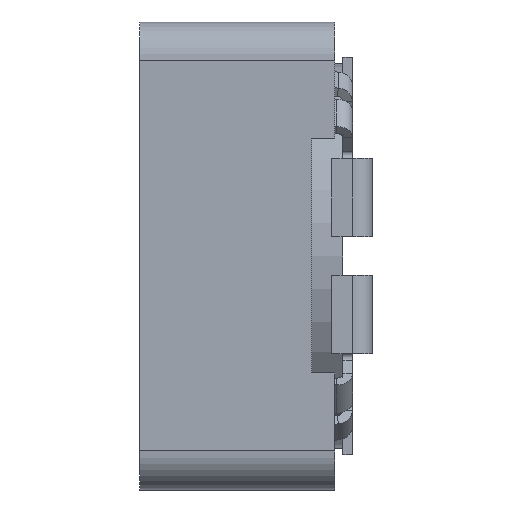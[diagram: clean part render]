
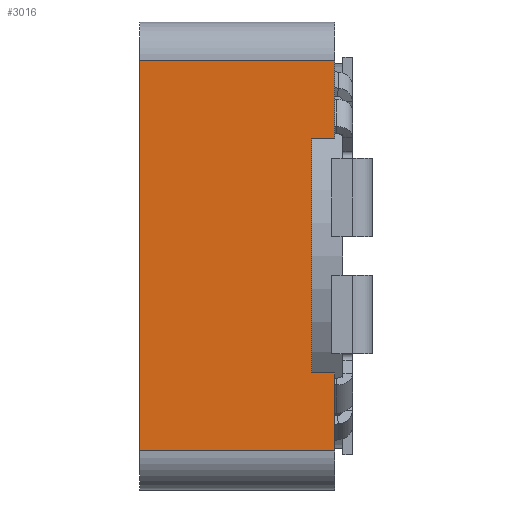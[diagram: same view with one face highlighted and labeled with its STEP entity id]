
A CAD part, left-side view. The second image highlights one B-rep face of the part: STEP entity #3016.
In plain terms, the highlighted face is planar.
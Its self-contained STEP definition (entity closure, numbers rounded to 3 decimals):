
#196 = LINE ( 'NONE', #1559, #1455 ) ;
#228 = CARTESIAN_POINT ( 'NONE',  ( 6., 0., 6. ) ) ;
#345 = VERTEX_POINT ( 'NONE', #5664 ) ;
#443 = CARTESIAN_POINT ( 'NONE',  ( 6., 5., 6. ) ) ;
#470 = DIRECTION ( 'NONE',  ( 0., 0., -1. ) ) ;
#484 = CARTESIAN_POINT ( 'NONE',  ( 6., 0., -5. ) ) ;
#490 = ORIENTED_EDGE ( 'NONE', *, *, #4014, .F. ) ;
#524 = VECTOR ( 'NONE', #3603, 1000. ) ;
#542 = CARTESIAN_POINT ( 'NONE',  ( 6., 5., 3. ) ) ;
#870 = VECTOR ( 'NONE', #470, 1000. ) ;
#1115 = CARTESIAN_POINT ( 'NONE',  ( 6., 5., 6. ) ) ;
#1151 = LINE ( 'NONE', #228, #524 ) ;
#1258 = CARTESIAN_POINT ( 'NONE',  ( 6., 5., -5. ) ) ;
#1295 = VERTEX_POINT ( 'NONE', #484 ) ;
#1359 = VECTOR ( 'NONE', #6800, 1000. ) ;
#1392 = ORIENTED_EDGE ( 'NONE', *, *, #7379, .F. ) ;
#1445 = PLANE ( 'NONE',  #7478 ) ;
#1455 = VECTOR ( 'NONE', #2918, 1000. ) ;
#1559 = CARTESIAN_POINT ( 'NONE',  ( 6., 5., 5. ) ) ;
#1642 = EDGE_CURVE ( 'NONE', #7983, #3731, #196, .T. ) ;
#1659 = LINE ( 'NONE', #1258, #8548 ) ;
#1746 = EDGE_CURVE ( 'NONE', #1295, #5051, #1659, .T. ) ;
#1747 = CARTESIAN_POINT ( 'NONE',  ( 6., 0., 5. ) ) ;
#1763 = FACE_OUTER_BOUND ( 'NONE', #2793, .T. ) ;
#1862 = ORIENTED_EDGE ( 'NONE', *, *, #1746, .T. ) ;
#1891 = DIRECTION ( 'NONE',  ( 0., 0., -1. ) ) ;
#1909 = CARTESIAN_POINT ( 'NONE',  ( 6., 5., 5. ) ) ;
#2112 = CARTESIAN_POINT ( 'NONE',  ( 6., 5., 6. ) ) ;
#2139 = CARTESIAN_POINT ( 'NONE',  ( 6., 4.4, 0. ) ) ;
#2273 = LINE ( 'NONE', #5854, #6438 ) ;
#2770 = LINE ( 'NONE', #1115, #7591 ) ;
#2793 = EDGE_LOOP ( 'NONE', ( #490, #7835, #4273, #1862, #1392, #7549, #5696, #5447 ) ) ;
#2818 = LINE ( 'NONE', #443, #870 ) ;
#2918 = DIRECTION ( 'NONE',  ( 0., -1., 0. ) ) ;
#3016 = ADVANCED_FACE ( 'NONE', ( #1763 ), #1445, .F. ) ;
#3077 = EDGE_CURVE ( 'NONE', #7445, #345, #8251, .T. ) ;
#3603 = DIRECTION ( 'NONE',  ( 0., 0., -1. ) ) ;
#3731 = VERTEX_POINT ( 'NONE', #1747 ) ;
#3977 = DIRECTION ( 'NONE',  ( 0., 0., 1. ) ) ;
#4014 = EDGE_CURVE ( 'NONE', #7983, #5151, #2770, .T. ) ;
#4273 = ORIENTED_EDGE ( 'NONE', *, *, #8232, .T. ) ;
#5051 = VERTEX_POINT ( 'NONE', #7706 ) ;
#5151 = VERTEX_POINT ( 'NONE', #542 ) ;
#5161 = VERTEX_POINT ( 'NONE', #5216 ) ;
#5208 = DIRECTION ( 'NONE',  ( 0., 1., 0. ) ) ;
#5216 = CARTESIAN_POINT ( 'NONE',  ( 6., 5., -3. ) ) ;
#5258 = CARTESIAN_POINT ( 'NONE',  ( 6., 4.4, 3. ) ) ;
#5419 = LINE ( 'NONE', #6788, #7751 ) ;
#5447 = ORIENTED_EDGE ( 'NONE', *, *, #6211, .T. ) ;
#5664 = CARTESIAN_POINT ( 'NONE',  ( 6., 4.4, -3. ) ) ;
#5696 = ORIENTED_EDGE ( 'NONE', *, *, #3077, .F. ) ;
#5854 = CARTESIAN_POINT ( 'NONE',  ( 6., 4.4, 3. ) ) ;
#5950 = DIRECTION ( 'NONE',  ( -1., 0., 0. ) ) ;
#6211 = EDGE_CURVE ( 'NONE', #7445, #5151, #2273, .T. ) ;
#6438 = VECTOR ( 'NONE', #6554, 1000. ) ;
#6554 = DIRECTION ( 'NONE',  ( 0., 1., 0. ) ) ;
#6697 = DIRECTION ( 'NONE',  ( 0., 1., 0. ) ) ;
#6788 = CARTESIAN_POINT ( 'NONE',  ( 6., 4.4, -3. ) ) ;
#6800 = DIRECTION ( 'NONE',  ( 0., 0., -1. ) ) ;
#6969 = EDGE_CURVE ( 'NONE', #345, #5161, #5419, .T. ) ;
#7379 = EDGE_CURVE ( 'NONE', #5161, #5051, #2818, .T. ) ;
#7445 = VERTEX_POINT ( 'NONE', #5258 ) ;
#7478 = AXIS2_PLACEMENT_3D ( 'NONE', #2112, #5950, #3977 ) ;
#7549 = ORIENTED_EDGE ( 'NONE', *, *, #6969, .F. ) ;
#7591 = VECTOR ( 'NONE', #1891, 1000. ) ;
#7706 = CARTESIAN_POINT ( 'NONE',  ( 6., 5., -5. ) ) ;
#7751 = VECTOR ( 'NONE', #6697, 1000. ) ;
#7835 = ORIENTED_EDGE ( 'NONE', *, *, #1642, .T. ) ;
#7983 = VERTEX_POINT ( 'NONE', #1909 ) ;
#8232 = EDGE_CURVE ( 'NONE', #3731, #1295, #1151, .T. ) ;
#8251 = LINE ( 'NONE', #2139, #1359 ) ;
#8548 = VECTOR ( 'NONE', #5208, 1000. ) ;
